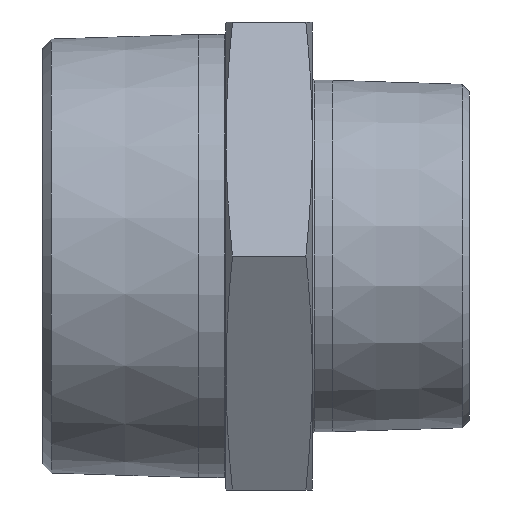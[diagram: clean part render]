
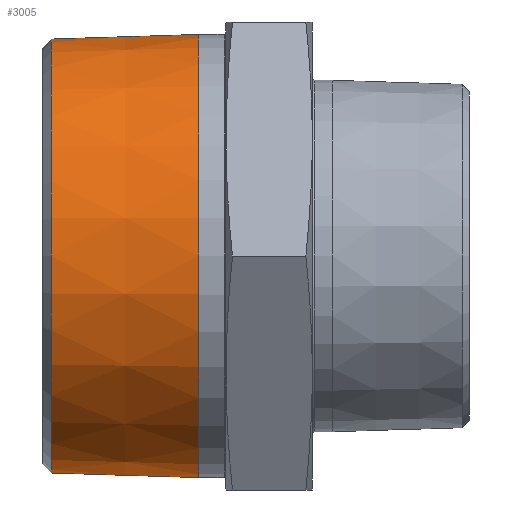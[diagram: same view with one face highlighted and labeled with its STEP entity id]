
A CAD part, front view. The second image highlights one B-rep face of the part: STEP entity #3005.
In plain terms, the highlighted conical face has half-angle 1.79 degrees and reference radius 37.592 mm.
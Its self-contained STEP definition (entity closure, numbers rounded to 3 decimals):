
#137 = CARTESIAN_POINT ( 'NONE',  ( 17.5, 0., 0. ) ) ;
#1095 = CARTESIAN_POINT ( 'NONE',  ( 1.478, 0., 0. ) ) ;
#1664 = CIRCLE ( 'NONE', #9074, 37.091 ) ;
#1685 = CONICAL_SURFACE ( 'NONE', #9989, 37.592, 0.031 ) ;
#1834 = VERTEX_POINT ( 'NONE', #14195 ) ;
#3005 = ADVANCED_FACE ( 'NONE', ( #11335, #13838 ), #1685, .T. ) ;
#3108 = CARTESIAN_POINT ( 'NONE',  ( 26.7, 0., 0. ) ) ;
#4590 = VERTEX_POINT ( 'NONE', #8620 ) ;
#5096 = EDGE_CURVE ( 'NONE', #1834, #1834, #7824, .T. ) ;
#5564 = DIRECTION ( 'NONE',  ( 0., 0., -1. ) ) ;
#5725 = ORIENTED_EDGE ( 'NONE', *, *, #6235, .T. ) ;
#5796 = AXIS2_PLACEMENT_3D ( 'NONE', #3108, #5843, #10005 ) ;
#5843 = DIRECTION ( 'NONE',  ( -1., 0., 0. ) ) ;
#6235 = EDGE_CURVE ( 'NONE', #4590, #4590, #1664, .T. ) ;
#7746 = EDGE_LOOP ( 'NONE', ( #15514 ) ) ;
#7824 = CIRCLE ( 'NONE', #5796, 37.879 ) ;
#8453 = DIRECTION ( 'NONE',  ( 1., 0., 0. ) ) ;
#8521 = EDGE_LOOP ( 'NONE', ( #5725 ) ) ;
#8620 = CARTESIAN_POINT ( 'NONE',  ( 1.478, 0., 37.091 ) ) ;
#9074 = AXIS2_PLACEMENT_3D ( 'NONE', #1095, #9421, #17413 ) ;
#9421 = DIRECTION ( 'NONE',  ( 1., 0., 0. ) ) ;
#9989 = AXIS2_PLACEMENT_3D ( 'NONE', #137, #8453, #5564 ) ;
#10005 = DIRECTION ( 'NONE',  ( 0., 0., 1. ) ) ;
#11335 = FACE_BOUND ( 'NONE', #8521, .T. ) ;
#13838 = FACE_OUTER_BOUND ( 'NONE', #7746, .T. ) ;
#14195 = CARTESIAN_POINT ( 'NONE',  ( 26.7, 0., 37.879 ) ) ;
#15514 = ORIENTED_EDGE ( 'NONE', *, *, #5096, .T. ) ;
#17413 = DIRECTION ( 'NONE',  ( 0., 0., 1. ) ) ;
